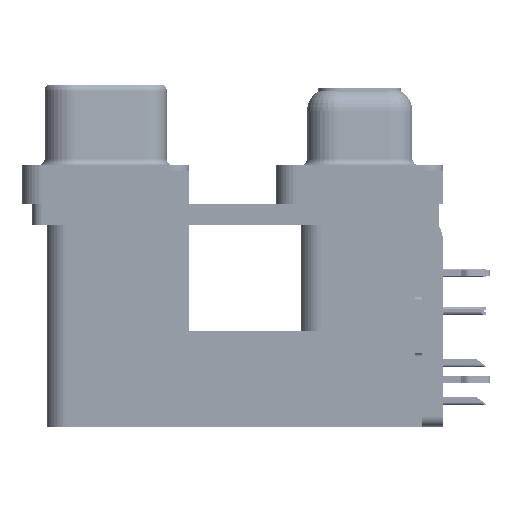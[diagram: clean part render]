
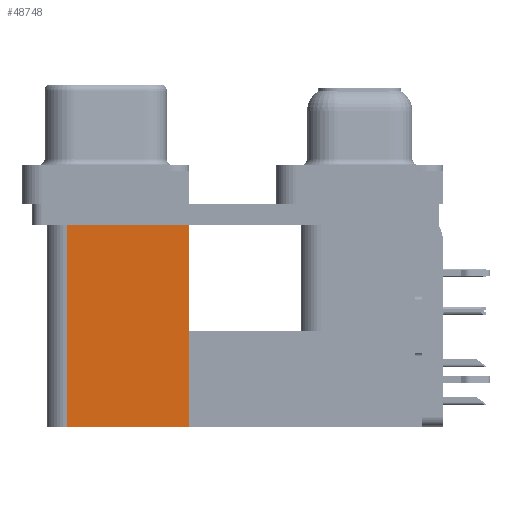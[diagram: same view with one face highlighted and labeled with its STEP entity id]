
A CAD part, left-side view. The second image highlights one B-rep face of the part: STEP entity #48748.
In plain terms, the highlighted planar face has unit normal (-1, 0, 0).
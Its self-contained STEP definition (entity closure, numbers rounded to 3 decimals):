
#910 = EDGE_CURVE ( 'NONE', #39517, #35125, #18385, .T. ) ;
#1414 = VECTOR ( 'NONE', #56495, 1000. ) ;
#4704 = DIRECTION ( 'NONE',  ( 1., 0., 0. ) ) ;
#9560 = LINE ( 'NONE', #27849, #34133 ) ;
#9974 = EDGE_CURVE ( 'NONE', #27012, #39517, #51275, .T. ) ;
#11116 = LINE ( 'NONE', #46564, #34717 ) ;
#12027 = DIRECTION ( 'NONE',  ( 0., 1., 0. ) ) ;
#12596 = CARTESIAN_POINT ( 'NONE',  ( 3.7, 21.975, -19.2 ) ) ;
#14027 = VECTOR ( 'NONE', #34137, 1000. ) ;
#18304 = ORIENTED_EDGE ( 'NONE', *, *, #44485, .F. ) ;
#18385 = LINE ( 'NONE', #22450, #1414 ) ;
#18400 = AXIS2_PLACEMENT_3D ( 'NONE', #48569, #4704, #12027 ) ;
#20426 = DIRECTION ( 'NONE',  ( 0., 1., 0. ) ) ;
#22112 = EDGE_LOOP ( 'NONE', ( #44060, #18304, #55909, #44779 ) ) ;
#22450 = CARTESIAN_POINT ( 'NONE',  ( 3.7, 12.775, -2.5 ) ) ;
#27012 = VERTEX_POINT ( 'NONE', #52164 ) ;
#27289 = DIRECTION ( 'NONE',  ( 0., 0., 1. ) ) ;
#27849 = CARTESIAN_POINT ( 'NONE',  ( 3.7, 21.975, -19.2 ) ) ;
#30552 = VERTEX_POINT ( 'NONE', #12596 ) ;
#34118 = FACE_OUTER_BOUND ( 'NONE', #22112, .T. ) ;
#34133 = VECTOR ( 'NONE', #27289, 1000. ) ;
#34137 = DIRECTION ( 'NONE',  ( 0., 0., 1. ) ) ;
#34717 = VECTOR ( 'NONE', #20426, 1000. ) ;
#35125 = VERTEX_POINT ( 'NONE', #53318 ) ;
#38264 = EDGE_CURVE ( 'NONE', #27012, #30552, #11116, .T. ) ;
#39517 = VERTEX_POINT ( 'NONE', #46869 ) ;
#44060 = ORIENTED_EDGE ( 'NONE', *, *, #910, .T. ) ;
#44485 = EDGE_CURVE ( 'NONE', #30552, #35125, #9560, .T. ) ;
#44779 = ORIENTED_EDGE ( 'NONE', *, *, #9974, .T. ) ;
#46564 = CARTESIAN_POINT ( 'NONE',  ( 3.7, 12.775, -19.2 ) ) ;
#46869 = CARTESIAN_POINT ( 'NONE',  ( 3.7, 12.775, -2.5 ) ) ;
#47199 = CARTESIAN_POINT ( 'NONE',  ( 3.7, 12.775, -19.2 ) ) ;
#48569 = CARTESIAN_POINT ( 'NONE',  ( 3.7, 12.775, -19.2 ) ) ;
#48748 = ADVANCED_FACE ( 'NONE', ( #34118 ), #52121, .F. ) ;
#51275 = LINE ( 'NONE', #47199, #14027 ) ;
#52121 = PLANE ( 'NONE',  #18400 ) ;
#52164 = CARTESIAN_POINT ( 'NONE',  ( 3.7, 12.775, -19.2 ) ) ;
#53318 = CARTESIAN_POINT ( 'NONE',  ( 3.7, 21.975, -2.5 ) ) ;
#55909 = ORIENTED_EDGE ( 'NONE', *, *, #38264, .F. ) ;
#56495 = DIRECTION ( 'NONE',  ( 0., 1., 0. ) ) ;
